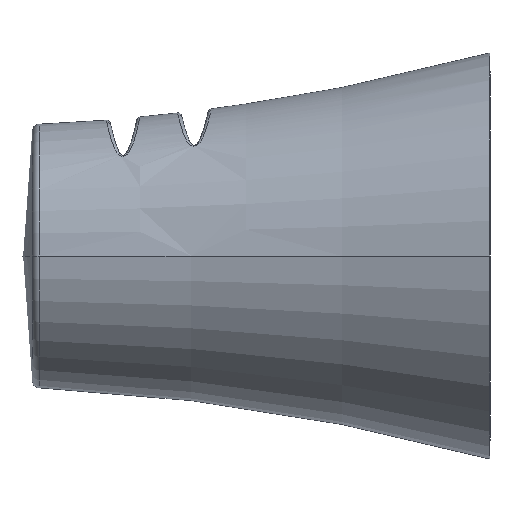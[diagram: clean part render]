
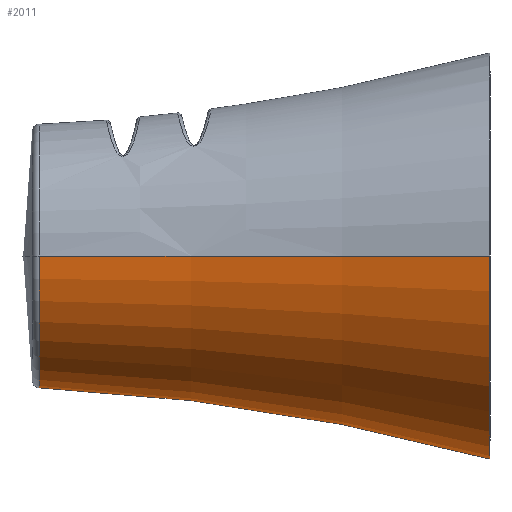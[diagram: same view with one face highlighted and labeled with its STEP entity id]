
A CAD part, left-side view. The second image highlights one B-rep face of the part: STEP entity #2011.
In plain terms, the highlighted toroidal (fillet/blend) face has major radius 301.971 mm and minor radius 284.48 mm.
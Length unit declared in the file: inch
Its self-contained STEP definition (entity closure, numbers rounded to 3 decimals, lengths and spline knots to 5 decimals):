
#991=CARTESIAN_POINT('',(0.,2.39784,0.));
#992=DIRECTION('',(0.,1.,0.));
#993=DIRECTION('',(1.,0.,0.));
#994=AXIS2_PLACEMENT_3D('',#991,#992,#993);
#996=CARTESIAN_POINT('',(-11.88861,2.93495,0.));
#997=DIRECTION('',(0.,0.,1.));
#998=DIRECTION('',(0.965,-0.262,0.));
#999=AXIS2_PLACEMENT_3D('',#996,#997,#998);
#1001=CARTESIAN_POINT('',(0.,0.,0.));
#1002=DIRECTION('',(0.,1.,0.));
#1003=DIRECTION('',(1.,0.,0.));
#1004=AXIS2_PLACEMENT_3D('',#1001,#1002,#1003);
#1006=CARTESIAN_POINT('',(11.88861,2.93495,0.));
#1007=DIRECTION('',(0.,0.,-1.));
#1008=DIRECTION('',(-0.965,-0.262,0.));
#1009=AXIS2_PLACEMENT_3D('',#1006,#1007,#1008);
#1300=CARTESIAN_POINT('',(1.08,0.,0.));
#1301=CARTESIAN_POINT('',(-1.08,0.,0.));
#1302=VERTEX_POINT('',#1300);
#1303=VERTEX_POINT('',#1301);
#1304=CARTESIAN_POINT('',(0.7015,2.39784,0.));
#1305=CARTESIAN_POINT('',(-0.7015,2.39784,0.));
#1306=VERTEX_POINT('',#1304);
#1307=VERTEX_POINT('',#1305);
#2000=CARTESIAN_POINT('',(0.,2.93495,0.));
#2001=DIRECTION('',(0.,-1.,0.));
#2002=DIRECTION('',(-1.,0.,0.));
#2003=AXIS2_PLACEMENT_3D('',#2000,#2001,#2002);
#2004=TOROIDAL_SURFACE('',#2003,11.88861,11.2);
#2005=ORIENTED_EDGE('',*,*,#1994,.T.);
#2006=ORIENTED_EDGE('',*,*,#1885,.F.);
#2007=ORIENTED_EDGE('',*,*,#1367,.F.);
#2008=ORIENTED_EDGE('',*,*,#1882,.T.);
#2009=EDGE_LOOP('',(#2005,#2006,#2007,#2008));
#2010=FACE_OUTER_BOUND('',#2009,.F.);
#2011=ADVANCED_FACE('',(#2010),#2004,.F.);
#995=CIRCLE('',#994,0.7015);
#1000=CIRCLE('',#999,11.2);
#1005=CIRCLE('',#1004,1.08);
#1010=CIRCLE('',#1009,11.2);
#1367=EDGE_CURVE('',#1302,#1303,#1005,.T.);
#1882=EDGE_CURVE('',#1302,#1306,#1010,.T.);
#1885=EDGE_CURVE('',#1303,#1307,#1000,.T.);
#1994=EDGE_CURVE('',#1306,#1307,#995,.T.);
